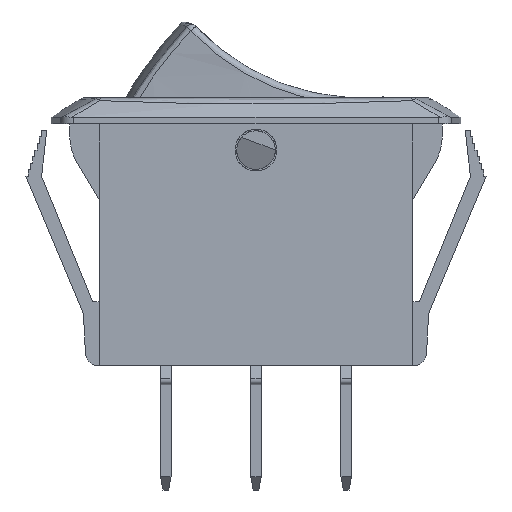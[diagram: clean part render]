
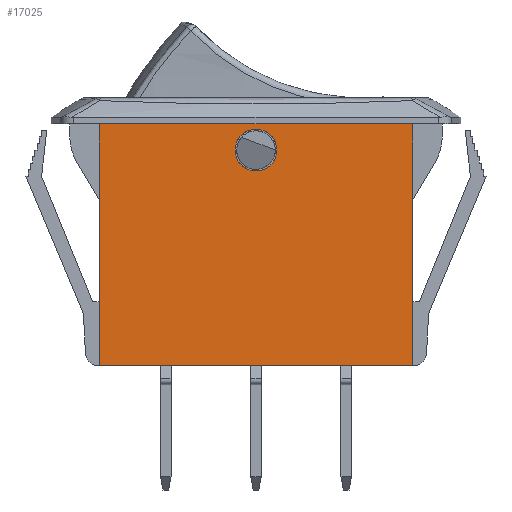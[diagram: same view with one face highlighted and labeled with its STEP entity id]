
A CAD part, left-side view. The second image highlights one B-rep face of the part: STEP entity #17025.
In plain terms, the highlighted planar face has unit normal (-1, 0, 0).
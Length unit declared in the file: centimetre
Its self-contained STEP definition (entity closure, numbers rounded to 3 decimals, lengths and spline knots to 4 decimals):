
#1164=FACE_BOUND('',#2985,.T.);
#2011=FACE_OUTER_BOUND('',#2984,.T.);
#2984=EDGE_LOOP('',(#15301,#15302,#15303,#15304,#15305,#15306));
#2985=EDGE_LOOP('',(#15307));
#4383=LINE('',#29693,#6058);
#4478=LINE('',#30387,#6153);
#4503=LINE('',#30468,#6178);
#4645=LINE('',#30750,#6320);
#4667=LINE('',#30794,#6342);
#4673=LINE('',#30884,#6348);
#6058=VECTOR('',#20078,1.);
#6153=VECTOR('',#20307,1.);
#6178=VECTOR('',#20370,1.);
#6320=VECTOR('',#20634,1.);
#6342=VECTOR('',#20700,1.);
#6348=VECTOR('',#20724,1.);
#6484=CIRCLE('',#17724,0.16);
#7840=VERTEX_POINT('',#29690);
#7841=VERTEX_POINT('',#29692);
#7968=VERTEX_POINT('',#30384);
#7969=VERTEX_POINT('',#30386);
#7986=VERTEX_POINT('',#30467);
#8065=VERTEX_POINT('',#30749);
#8066=VERTEX_POINT('',#30801);
#10138=EDGE_CURVE('',#7841,#7840,#4383,.T.);
#10303=EDGE_CURVE('',#7969,#7968,#4478,.T.);
#10334=EDGE_CURVE('',#7969,#7986,#4503,.T.);
#10476=EDGE_CURVE('',#8065,#7841,#4645,.T.);
#10498=EDGE_CURVE('',#7986,#7840,#4667,.T.);
#10501=EDGE_CURVE('',#8066,#8066,#6484,.T.);
#10507=EDGE_CURVE('',#7968,#8065,#4673,.T.);
#15301=ORIENTED_EDGE('',*,*,#10138,.T.);
#15302=ORIENTED_EDGE('',*,*,#10498,.F.);
#15303=ORIENTED_EDGE('',*,*,#10334,.F.);
#15304=ORIENTED_EDGE('',*,*,#10303,.T.);
#15305=ORIENTED_EDGE('',*,*,#10507,.T.);
#15306=ORIENTED_EDGE('',*,*,#10476,.T.);
#15307=ORIENTED_EDGE('',*,*,#10501,.T.);
#16152=PLANE('',#17728);
#17025=ADVANCED_FACE('',(#2011,#1164),#16152,.T.);
#17724=AXIS2_PLACEMENT_3D('',#30802,#20711,#20712);
#17728=AXIS2_PLACEMENT_3D('',#30883,#20722,#20723);
#20078=DIRECTION('',(0.,-1.,0.));
#20307=DIRECTION('',(0.,1.,0.));
#20370=DIRECTION('',(0.,0.,-1.));
#20634=DIRECTION('',(0.,0.,-1.));
#20700=DIRECTION('',(0.,0.,-1.));
#20711=DIRECTION('center_axis',(1.,0.,0.));
#20712=DIRECTION('ref_axis',(0.,-1.,0.));
#20722=DIRECTION('center_axis',(-1.,0.,0.));
#20723=DIRECTION('ref_axis',(0.,0.,1.));
#20724=DIRECTION('',(0.,0.,-1.));
#29690=CARTESIAN_POINT('',(-0.595,-1.2,-1.85));
#29692=CARTESIAN_POINT('',(-0.595,1.2,-1.85));
#29693=CARTESIAN_POINT('',(-0.595,-1.2,-1.85));
#30384=CARTESIAN_POINT('',(-0.595,1.2,0.));
#30386=CARTESIAN_POINT('',(-0.595,-1.2,0.));
#30387=CARTESIAN_POINT('',(-0.595,-1.2,0.));
#30467=CARTESIAN_POINT('',(-0.595,-1.2,-1.36));
#30468=CARTESIAN_POINT('',(-0.595,-1.2,0.));
#30749=CARTESIAN_POINT('',(-0.595,1.2,-1.36));
#30750=CARTESIAN_POINT('',(-0.595,1.2,0.));
#30794=CARTESIAN_POINT('',(-0.595,-1.2,0.));
#30801=CARTESIAN_POINT('',(-0.595,0.16,-0.2));
#30802=CARTESIAN_POINT('Origin',(-0.595,0.,-0.2));
#30883=CARTESIAN_POINT('Origin',(-0.595,1.2,0.));
#30884=CARTESIAN_POINT('',(-0.595,1.2,0.));
